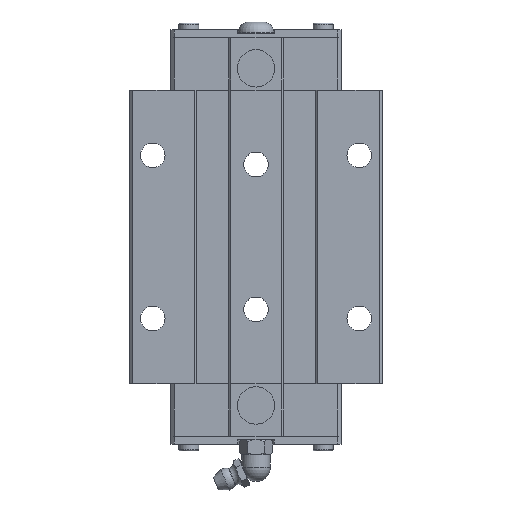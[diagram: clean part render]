
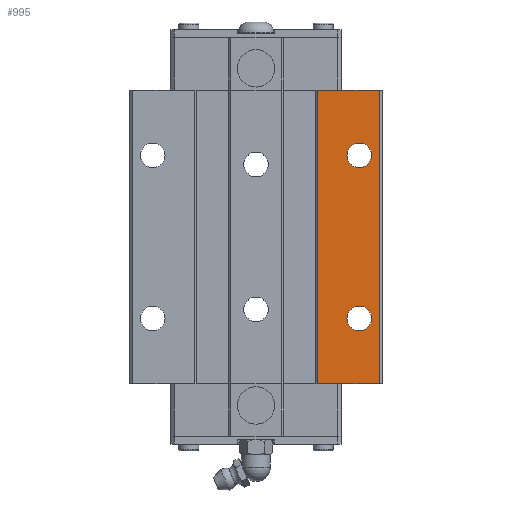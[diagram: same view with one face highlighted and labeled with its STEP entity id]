
A CAD part, top view. The second image highlights one B-rep face of the part: STEP entity #995.
In plain terms, the highlighted planar face has unit normal (0, 0, 1).
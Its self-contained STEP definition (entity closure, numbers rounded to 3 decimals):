
#995=ADVANCED_FACE('',(#2078,#2079,#2080),#2081,.T.);
#2078=FACE_OUTER_BOUND('',#3238,.T.);
#2079=FACE_BOUND('',#3239,.T.);
#2080=FACE_BOUND('',#3240,.T.);
#2081=PLANE('',#3241);
#3238=EDGE_LOOP('',(#6272,#6273,#6274,#6275));
#3239=EDGE_LOOP('',(#6276,#6277));
#3240=EDGE_LOOP('',(#6278,#6279));
#3241=AXIS2_PLACEMENT_3D('',#6280,#6281,#6282);
#6272=ORIENTED_EDGE('',*,*,#7988,.T.);
#6273=ORIENTED_EDGE('',*,*,#7911,.T.);
#6274=ORIENTED_EDGE('',*,*,#7994,.F.);
#6275=ORIENTED_EDGE('',*,*,#7969,.F.);
#6276=ORIENTED_EDGE('',*,*,#6881,.T.);
#6277=ORIENTED_EDGE('',*,*,#7995,.T.);
#6278=ORIENTED_EDGE('',*,*,#6876,.T.);
#6279=ORIENTED_EDGE('',*,*,#7996,.T.);
#6280=CARTESIAN_POINT('',(0.0,97.701,36.0));
#6281=DIRECTION('',(0.0,0.0,1.0));
#6282=DIRECTION('',(-1.0,0.0,-0.0));
#6876=EDGE_CURVE('',#8215,#8221,#8223,.T.);
#6881=EDGE_CURVE('',#8226,#8230,#8232,.T.);
#7911=EDGE_CURVE('',#9761,#9759,#9762,.T.);
#7969=EDGE_CURVE('',#9857,#9859,#9860,.T.);
#7988=EDGE_CURVE('',#9857,#9761,#9883,.T.);
#7994=EDGE_CURVE('',#9859,#9759,#9889,.T.);
#7995=EDGE_CURVE('',#8230,#8226,#9890,.T.);
#7996=EDGE_CURVE('',#8221,#8215,#9891,.T.);
#8215=VERTEX_POINT('',#10172);
#8221=VERTEX_POINT('',#10179);
#8223=CIRCLE('',#10182,3.4);
#8226=VERTEX_POINT('',#10185);
#8230=VERTEX_POINT('',#10190);
#8232=CIRCLE('',#10193,3.4);
#9759=VERTEX_POINT('',#12748);
#9761=VERTEX_POINT('',#12751);
#9762=LINE('',#12752,#12753);
#9857=VERTEX_POINT('',#12893);
#9859=VERTEX_POINT('',#12896);
#9860=LINE('',#12897,#12898);
#9883=LINE('',#12933,#12934);
#9889=LINE('',#12942,#12943);
#9890=CIRCLE('',#12944,3.4);
#9891=CIRCLE('',#12945,3.4);
#10172=CARTESIAN_POINT('',(31.9,34.701,36.0));
#10179=CARTESIAN_POINT('',(25.1,34.701,36.0));
#10182=AXIS2_PLACEMENT_3D('',#13281,#13282,#13283);
#10185=CARTESIAN_POINT('',(31.9,79.701,36.0));
#10190=CARTESIAN_POINT('',(25.1,79.701,36.0));
#10193=AXIS2_PLACEMENT_3D('',#13289,#13290,#13291);
#12748=CARTESIAN_POINT('',(34.0,16.701,36.0));
#12751=CARTESIAN_POINT('',(17.0,16.701,36.0));
#12752=CARTESIAN_POINT('',(-34.0,16.701,36.0));
#12753=VECTOR('',#14417,1.0);
#12893=CARTESIAN_POINT('',(17.0,97.701,36.0));
#12896=CARTESIAN_POINT('',(34.0,97.701,36.0));
#12897=CARTESIAN_POINT('',(-34.0,97.701,36.0));
#12898=VECTOR('',#14476,1.0);
#12933=CARTESIAN_POINT('',(17.0,117.951,36.0));
#12934=VECTOR('',#14489,1.0);
#12942=CARTESIAN_POINT('',(34.0,97.701,36.0));
#12943=VECTOR('',#14492,1.0);
#12944=AXIS2_PLACEMENT_3D('',#14493,#14494,#14495);
#12945=AXIS2_PLACEMENT_3D('',#14496,#14497,#14498);
#13281=CARTESIAN_POINT('',(28.5,34.701,36.0));
#13282=DIRECTION('',(0.0,0.0,-1.0));
#13283=DIRECTION('',(1.0,0.0,0.0));
#13289=CARTESIAN_POINT('',(28.5,79.701,36.0));
#13290=DIRECTION('',(0.0,0.0,-1.0));
#13291=DIRECTION('',(1.0,0.0,0.0));
#14417=DIRECTION('',(1.0,0.0,0.0));
#14476=DIRECTION('',(1.0,0.0,0.0));
#14489=DIRECTION('',(0.0,-1.0,0.0));
#14492=DIRECTION('',(0.0,-1.0,0.0));
#14493=CARTESIAN_POINT('',(28.5,79.701,36.0));
#14494=DIRECTION('',(0.0,0.0,-1.0));
#14495=DIRECTION('',(1.0,0.0,0.0));
#14496=CARTESIAN_POINT('',(28.5,34.701,36.0));
#14497=DIRECTION('',(0.0,0.0,-1.0));
#14498=DIRECTION('',(1.0,0.0,0.0));
